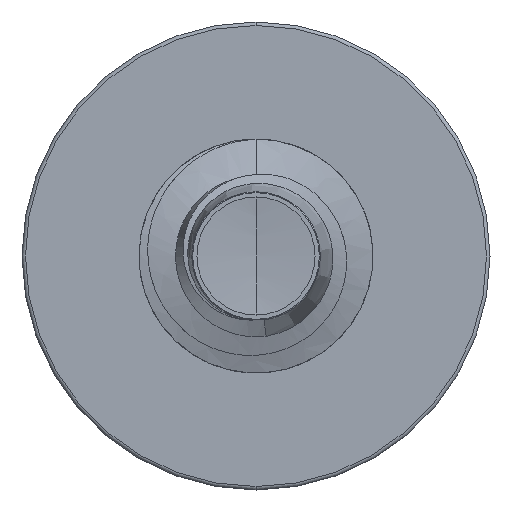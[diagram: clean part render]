
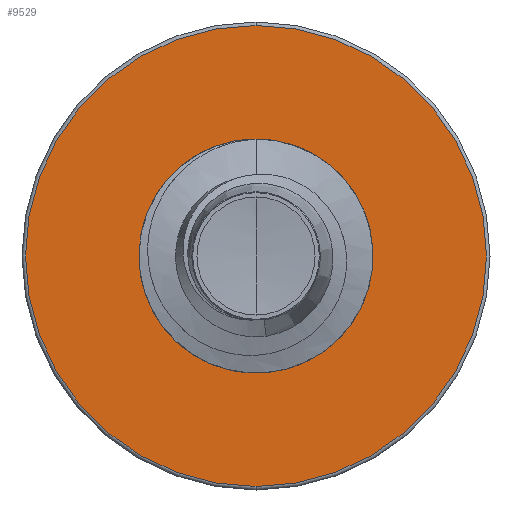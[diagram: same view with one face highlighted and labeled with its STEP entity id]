
A CAD part, front view. The second image highlights one B-rep face of the part: STEP entity #9529.
In plain terms, the highlighted planar face has unit normal (0, -1, 0).
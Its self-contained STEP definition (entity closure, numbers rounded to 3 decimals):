
#1057 = ORIENTED_EDGE ( 'NONE', *, *, #12656, .T. ) ;
#1208 = VERTEX_POINT ( 'NONE', #5602 ) ;
#1323 = EDGE_CURVE ( 'NONE', #4194, #8157, #6478, .T. ) ;
#1493 = DIRECTION ( 'NONE',  ( 0., 0., 1. ) ) ;
#1975 = FACE_BOUND ( 'NONE', #5625, .T. ) ;
#2040 = FACE_OUTER_BOUND ( 'NONE', #3860, .T. ) ;
#3452 = DIRECTION ( 'NONE',  ( 0., 0., 1. ) ) ;
#3476 = DIRECTION ( 'NONE',  ( 0., 1., 0. ) ) ;
#3615 = CARTESIAN_POINT ( 'NONE',  ( 0., 6., -1.722 ) ) ;
#3860 = EDGE_LOOP ( 'NONE', ( #8230, #4956 ) ) ;
#4146 = PLANE ( 'NONE',  #10255 ) ;
#4152 = DIRECTION ( 'NONE',  ( 0., 1., 0. ) ) ;
#4194 = VERTEX_POINT ( 'NONE', #8935 ) ;
#4956 = ORIENTED_EDGE ( 'NONE', *, *, #12865, .F. ) ;
#5602 = CARTESIAN_POINT ( 'NONE',  ( 0., 6., 3.448 ) ) ;
#5625 = EDGE_LOOP ( 'NONE', ( #1057, #12996 ) ) ;
#6071 = CARTESIAN_POINT ( 'NONE',  ( 0., 6., 1.722 ) ) ;
#6478 = CIRCLE ( 'NONE', #13422, 1.722 ) ;
#6555 = DIRECTION ( 'NONE',  ( 0., 0., 1. ) ) ;
#6577 = DIRECTION ( 'NONE',  ( 0., 1., 0. ) ) ;
#6637 = CARTESIAN_POINT ( 'NONE',  ( 0., 6., 0. ) ) ;
#6917 = CIRCLE ( 'NONE', #8073, 3.448 ) ;
#7897 = CARTESIAN_POINT ( 'NONE',  ( 0., 6., -3.447 ) ) ;
#7921 = EDGE_CURVE ( 'NONE', #1208, #11365, #6917, .T. ) ;
#8073 = AXIS2_PLACEMENT_3D ( 'NONE', #6637, #6577, #6555 ) ;
#8157 = VERTEX_POINT ( 'NONE', #6071 ) ;
#8230 = ORIENTED_EDGE ( 'NONE', *, *, #7921, .F. ) ;
#8507 = DIRECTION ( 'NONE',  ( 0., 0., 1. ) ) ;
#8826 = CIRCLE ( 'NONE', #13114, 3.448 ) ;
#8935 = CARTESIAN_POINT ( 'NONE',  ( 0., 6., -1.722 ) ) ;
#9529 = ADVANCED_FACE ( 'NONE', ( #2040, #1975 ), #4146, .F. ) ;
#9997 = DIRECTION ( 'NONE',  ( 0., 1., 0. ) ) ;
#10049 = DIRECTION ( 'NONE',  ( 0., 1., 0. ) ) ;
#10255 = AXIS2_PLACEMENT_3D ( 'NONE', #3615, #3476, #3452 ) ;
#11360 = CARTESIAN_POINT ( 'NONE',  ( 0., 6., 0. ) ) ;
#11365 = VERTEX_POINT ( 'NONE', #7897 ) ;
#11418 = CARTESIAN_POINT ( 'NONE',  ( 0., 6., 0. ) ) ;
#12029 = DIRECTION ( 'NONE',  ( 0., 0., 1. ) ) ;
#12656 = EDGE_CURVE ( 'NONE', #8157, #4194, #13592, .T. ) ;
#12865 = EDGE_CURVE ( 'NONE', #11365, #1208, #8826, .T. ) ;
#12996 = ORIENTED_EDGE ( 'NONE', *, *, #1323, .T. ) ;
#13114 = AXIS2_PLACEMENT_3D ( 'NONE', #11360, #4152, #12029 ) ;
#13225 = AXIS2_PLACEMENT_3D ( 'NONE', #13636, #9997, #1493 ) ;
#13422 = AXIS2_PLACEMENT_3D ( 'NONE', #11418, #10049, #8507 ) ;
#13592 = CIRCLE ( 'NONE', #13225, 1.722 ) ;
#13636 = CARTESIAN_POINT ( 'NONE',  ( 0., 6., 0. ) ) ;
